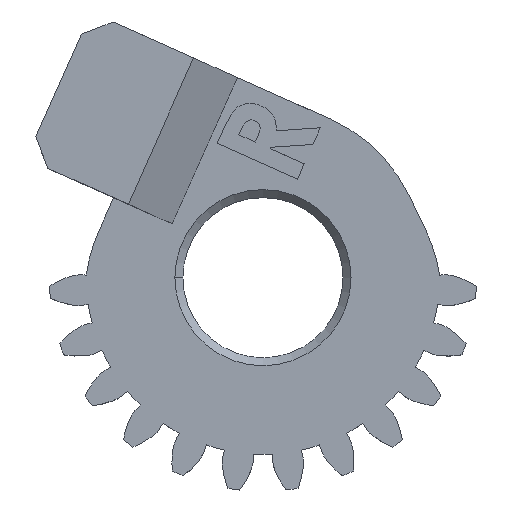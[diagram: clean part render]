
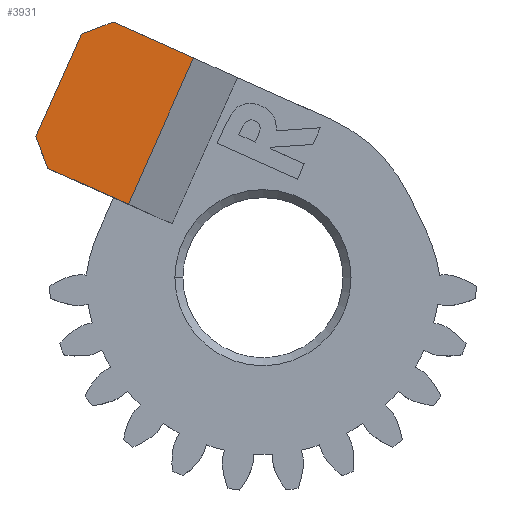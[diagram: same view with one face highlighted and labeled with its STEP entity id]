
A CAD part, top view. The second image highlights one B-rep face of the part: STEP entity #3931.
In plain terms, the highlighted planar face has unit normal (0, 0, 1).
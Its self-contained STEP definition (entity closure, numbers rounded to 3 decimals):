
#43 = DIRECTION ( 'NONE',  ( 0.408, 0.913, 0. ) ) ;
#667 = DIRECTION ( 'NONE',  ( -0.408, -0.913, 0. ) ) ;
#827 = CARTESIAN_POINT ( 'NONE',  ( -10.721, 16.569, 6. ) ) ;
#979 = EDGE_CURVE ( 'NONE', #2508, #10632, #2086, .T. ) ;
#1681 = DIRECTION ( 'NONE',  ( 1., 0., 0. ) ) ;
#1768 = DIRECTION ( 'NONE',  ( -0.913, 0.408, 0. ) ) ;
#1952 = FACE_OUTER_BOUND ( 'NONE', #10740, .T. ) ;
#2072 = VERTEX_POINT ( 'NONE', #9358 ) ;
#2086 = LINE ( 'NONE', #10942, #6517 ) ;
#2093 = ORIENTED_EDGE ( 'NONE', *, *, #9366, .T. ) ;
#2101 = VECTOR ( 'NONE', #43, 1000. ) ;
#2142 = CARTESIAN_POINT ( 'NONE',  ( -13.428, 6.826, 6. ) ) ;
#2508 = VERTEX_POINT ( 'NONE', #11508 ) ;
#2736 = CARTESIAN_POINT ( 'NONE',  ( -4.329, 13.715, 6. ) ) ;
#3231 = EDGE_CURVE ( 'NONE', #10632, #8130, #7108, .T. ) ;
#3308 = EDGE_CURVE ( 'NONE', #2072, #4686, #10172, .T. ) ;
#3652 = VERTEX_POINT ( 'NONE', #6922 ) ;
#3729 = DIRECTION ( 'NONE',  ( 0.357, -0.934, 0. ) ) ;
#3813 = AXIS2_PLACEMENT_3D ( 'NONE', #11946, #7303, #1681 ) ;
#3931 = ADVANCED_FACE ( 'NONE', ( #1952 ), #10011, .T. ) ;
#4535 = VECTOR ( 'NONE', #1768, 1000. ) ;
#4686 = VERTEX_POINT ( 'NONE', #5900 ) ;
#4816 = ORIENTED_EDGE ( 'NONE', *, *, #3308, .T. ) ;
#5265 = EDGE_CURVE ( 'NONE', #8130, #2072, #7644, .T. ) ;
#5554 = VECTOR ( 'NONE', #6040, 1000. ) ;
#5748 = VECTOR ( 'NONE', #12047, 1000. ) ;
#5798 = ORIENTED_EDGE ( 'NONE', *, *, #5265, .T. ) ;
#5900 = CARTESIAN_POINT ( 'NONE',  ( -4.329, 13.715, 6. ) ) ;
#6040 = DIRECTION ( 'NONE',  ( -0.934, -0.357, 0. ) ) ;
#6517 = VECTOR ( 'NONE', #667, 1000. ) ;
#6683 = ORIENTED_EDGE ( 'NONE', *, *, #9588, .T. ) ;
#6922 = CARTESIAN_POINT ( 'NONE',  ( -9.351, 15.957, 6. ) ) ;
#6940 = ORIENTED_EDGE ( 'NONE', *, *, #979, .T. ) ;
#7108 = LINE ( 'NONE', #8390, #7411 ) ;
#7303 = DIRECTION ( 'NONE',  ( 0., 0., 1. ) ) ;
#7411 = VECTOR ( 'NONE', #3729, 1000. ) ;
#7644 = LINE ( 'NONE', #11116, #5748 ) ;
#8130 = VERTEX_POINT ( 'NONE', #2142 ) ;
#8390 = CARTESIAN_POINT ( 'NONE',  ( -6.065, -12.412, 6. ) ) ;
#8416 = ORIENTED_EDGE ( 'NONE', *, *, #3231, .T. ) ;
#8449 = CARTESIAN_POINT ( 'NONE',  ( -14.186, 8.807, 6. ) ) ;
#9358 = CARTESIAN_POINT ( 'NONE',  ( -8.406, 4.584, 6. ) ) ;
#9366 = EDGE_CURVE ( 'NONE', #4686, #3652, #9483, .T. ) ;
#9483 = LINE ( 'NONE', #827, #4535 ) ;
#9588 = EDGE_CURVE ( 'NONE', #3652, #2508, #10489, .T. ) ;
#10011 = PLANE ( 'NONE',  #3813 ) ;
#10172 = LINE ( 'NONE', #2736, #2101 ) ;
#10489 = LINE ( 'NONE', #11624, #5554 ) ;
#10632 = VERTEX_POINT ( 'NONE', #8449 ) ;
#10740 = EDGE_LOOP ( 'NONE', ( #5798, #4816, #2093, #6683, #6940, #8416 ) ) ;
#10942 = CARTESIAN_POINT ( 'NONE',  ( -14.798, 7.437, 6. ) ) ;
#11116 = CARTESIAN_POINT ( 'NONE',  ( -9.319, 4.992, 6. ) ) ;
#11508 = CARTESIAN_POINT ( 'NONE',  ( -11.333, 15.199, 6. ) ) ;
#11624 = CARTESIAN_POINT ( 'NONE',  ( -14.135, 14.127, 6. ) ) ;
#11946 = CARTESIAN_POINT ( 'NONE',  ( -4.245, -11.716, 6. ) ) ;
#12047 = DIRECTION ( 'NONE',  ( 0.913, -0.408, 0. ) ) ;
